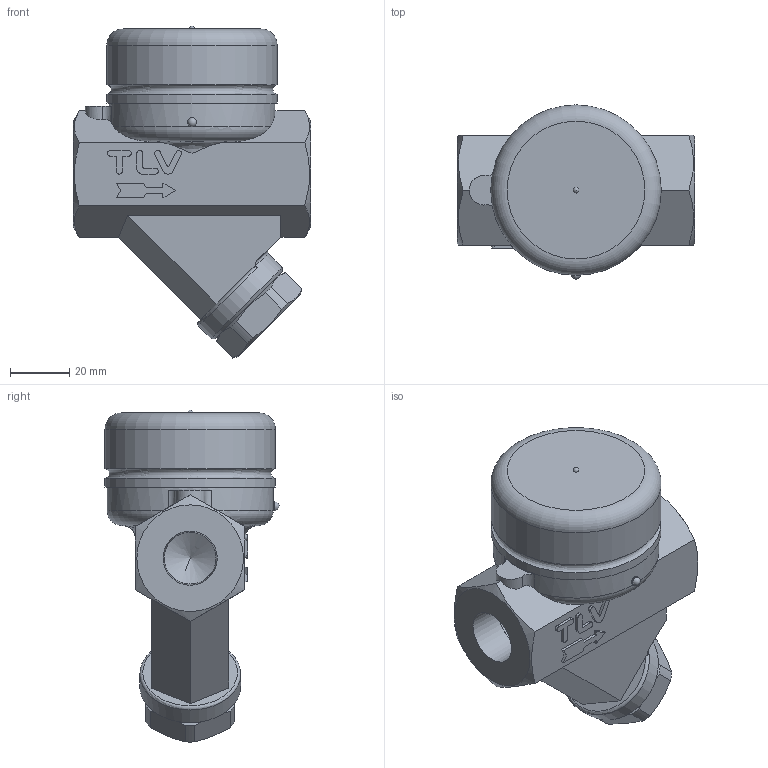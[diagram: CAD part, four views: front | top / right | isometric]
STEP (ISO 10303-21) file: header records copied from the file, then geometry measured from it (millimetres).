
FILE_DESCRIPTION((''),'2;1');
FILE_NAME('a50s0-015-screw-00.stp','2010-06-29T15:30:00',('nakaot'),(''),'Autodesk Inventor 2008','Autodesk Inventor 2008','');
FILE_SCHEMA(('AUTOMOTIVE_DESIGN { 1 0 10303 214 1 1 1 1 }'));
Length unit declared in the file: millimetre
Products named in the file (1): a50s0-015-screw-00
Bounding box: 80 x 58.74 x 112.04 mm (x, y, z)
Volume: 205222 mm3; surface area: 29060.2 mm2
Topology: 2 solids, 2 shells, 112 faces, 295 edges, 193 vertices
Faces by surface type: plane 63, cylinder 26, bspline 12, cone 5, torus 4, sphere 2
Full cylindrical faces by diameter (mm): 3 x1, 34 x1, 40 x1, 56 x1, 57.5 x2
Entity records: 3739 total; most frequent: CARTESIAN_POINT 1169, ORIENTED_EDGE 526, DIRECTION 509, EDGE_CURVE 263, AXIS2_PLACEMENT_3D 185, VERTEX_POINT 182, EDGE_LOOP 141, VECTOR 139
